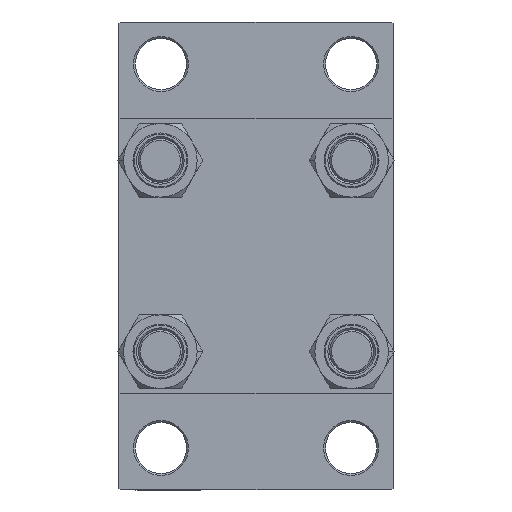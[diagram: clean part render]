
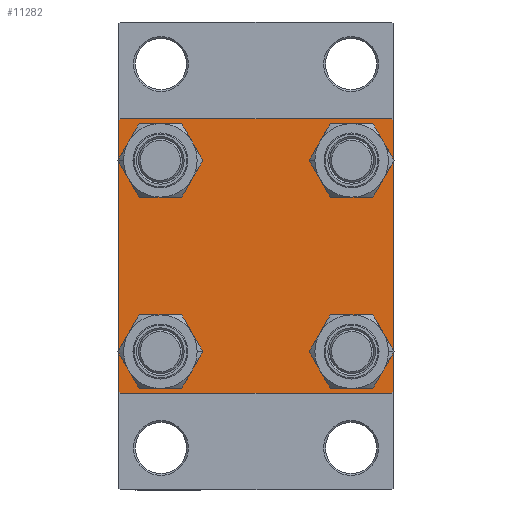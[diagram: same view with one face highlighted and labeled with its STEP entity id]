
A CAD part, left-side view. The second image highlights one B-rep face of the part: STEP entity #11282.
In plain terms, the highlighted planar face has unit normal (-1, 0, 0).
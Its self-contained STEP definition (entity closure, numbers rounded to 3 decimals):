
#267 = CARTESIAN_POINT ( 'NONE',  ( 0., 37.25, 37.25 ) ) ;
#380 = FACE_BOUND ( 'NONE', #43511, .T. ) ;
#551 = DIRECTION ( 'NONE',  ( 1., 0., 0. ) ) ;
#1044 = VERTEX_POINT ( 'NONE', #42800 ) ;
#1312 = AXIS2_PLACEMENT_3D ( 'NONE', #37453, #23584, #38856 ) ;
#2326 = CARTESIAN_POINT ( 'NONE',  ( 0., 37., 37.5 ) ) ;
#2395 = LINE ( 'NONE', #9338, #30481 ) ;
#2458 = LINE ( 'NONE', #16766, #34434 ) ;
#4128 = CARTESIAN_POINT ( 'NONE',  ( 0., -26.15, -26.15 ) ) ;
#5344 = CARTESIAN_POINT ( 'NONE',  ( 0., 26.15, 19.65 ) ) ;
#5853 = EDGE_LOOP ( 'NONE', ( #39658, #14499 ) ) ;
#5941 = DIRECTION ( 'NONE',  ( 0., 0., 1. ) ) ;
#6275 = DIRECTION ( 'NONE',  ( 0., 0., -1. ) ) ;
#6603 = VERTEX_POINT ( 'NONE', #37598 ) ;
#6692 = DIRECTION ( 'NONE',  ( 0., 0., 1. ) ) ;
#6739 = ORIENTED_EDGE ( 'NONE', *, *, #7979, .F. ) ;
#7077 = FACE_OUTER_BOUND ( 'NONE', #30854, .T. ) ;
#7310 = CARTESIAN_POINT ( 'NONE',  ( 0., 0., 0. ) ) ;
#7525 = VECTOR ( 'NONE', #34838, 1000. ) ;
#7540 = PLANE ( 'NONE',  #7754 ) ;
#7754 = AXIS2_PLACEMENT_3D ( 'NONE', #7310, #28790, #21380 ) ;
#7979 = EDGE_CURVE ( 'NONE', #40446, #46326, #2458, .T. ) ;
#8360 = ORIENTED_EDGE ( 'NONE', *, *, #23506, .T. ) ;
#8958 = VECTOR ( 'NONE', #30879, 1000. ) ;
#9114 = EDGE_CURVE ( 'NONE', #13706, #38793, #29121, .T. ) ;
#9313 = ORIENTED_EDGE ( 'NONE', *, *, #9114, .T. ) ;
#9338 = CARTESIAN_POINT ( 'NONE',  ( 0., -37.25, 37.25 ) ) ;
#9601 = CARTESIAN_POINT ( 'NONE',  ( 0., -26.15, -26.15 ) ) ;
#10043 = ORIENTED_EDGE ( 'NONE', *, *, #11632, .T. ) ;
#10459 = ORIENTED_EDGE ( 'NONE', *, *, #36066, .T. ) ;
#10931 = EDGE_CURVE ( 'NONE', #1044, #18300, #13345, .T. ) ;
#11282 = ADVANCED_FACE ( 'NONE', ( #39778, #40237, #28549, #380, #7077 ), #7540, .T. ) ;
#11632 = EDGE_CURVE ( 'NONE', #6603, #30150, #39747, .T. ) ;
#11766 = AXIS2_PLACEMENT_3D ( 'NONE', #9601, #16292, #38014 ) ;
#12138 = AXIS2_PLACEMENT_3D ( 'NONE', #24063, #38649, #5941 ) ;
#12812 = ORIENTED_EDGE ( 'NONE', *, *, #13569, .T. ) ;
#13101 = CARTESIAN_POINT ( 'NONE',  ( 0., -37., -37.5 ) ) ;
#13186 = VERTEX_POINT ( 'NONE', #13101 ) ;
#13231 = CIRCLE ( 'NONE', #11766, 6.5 ) ;
#13345 = LINE ( 'NONE', #16450, #38180 ) ;
#13569 = EDGE_CURVE ( 'NONE', #13186, #46326, #17305, .T. ) ;
#13706 = VERTEX_POINT ( 'NONE', #5344 ) ;
#13729 = DIRECTION ( 'NONE',  ( 1., 0., 0. ) ) ;
#13802 = CARTESIAN_POINT ( 'NONE',  ( 0., 37.5, 37. ) ) ;
#14059 = DIRECTION ( 'NONE',  ( 0., 0., 1. ) ) ;
#14213 = VERTEX_POINT ( 'NONE', #25769 ) ;
#14311 = ORIENTED_EDGE ( 'NONE', *, *, #30262, .T. ) ;
#14499 = ORIENTED_EDGE ( 'NONE', *, *, #27813, .T. ) ;
#15096 = CARTESIAN_POINT ( 'NONE',  ( 0., 26.15, -19.65 ) ) ;
#16292 = DIRECTION ( 'NONE',  ( 1., 0., 0. ) ) ;
#16376 = EDGE_CURVE ( 'NONE', #30150, #6603, #13231, .T. ) ;
#16450 = CARTESIAN_POINT ( 'NONE',  ( 0., 37.25, -37.25 ) ) ;
#16756 = CARTESIAN_POINT ( 'NONE',  ( 0., -37.5, -37. ) ) ;
#16766 = CARTESIAN_POINT ( 'NONE',  ( 0., -37.5, 37.5 ) ) ;
#17305 = LINE ( 'NONE', #32113, #27626 ) ;
#17462 = VECTOR ( 'NONE', #28191, 1000. ) ;
#18099 = AXIS2_PLACEMENT_3D ( 'NONE', #29366, #39874, #6692 ) ;
#18105 = DIRECTION ( 'NONE',  ( 0., 0., 1. ) ) ;
#18126 = VERTEX_POINT ( 'NONE', #41690 ) ;
#18300 = VERTEX_POINT ( 'NONE', #30407 ) ;
#18879 = CARTESIAN_POINT ( 'NONE',  ( 0., 37.5, 37.5 ) ) ;
#18893 = CARTESIAN_POINT ( 'NONE',  ( 0., -26.15, 19.65 ) ) ;
#19138 = AXIS2_PLACEMENT_3D ( 'NONE', #4128, #551, #29445 ) ;
#19173 = AXIS2_PLACEMENT_3D ( 'NONE', #35217, #13729, #39041 ) ;
#20977 = DIRECTION ( 'NONE',  ( 1., 0., 0. ) ) ;
#21380 = DIRECTION ( 'NONE',  ( 0., 0., 1. ) ) ;
#21684 = CARTESIAN_POINT ( 'NONE',  ( 0., 26.15, -26.15 ) ) ;
#21731 = LINE ( 'NONE', #267, #17462 ) ;
#21917 = AXIS2_PLACEMENT_3D ( 'NONE', #42948, #20977, #14059 ) ;
#21922 = VERTEX_POINT ( 'NONE', #18893 ) ;
#22030 = ORIENTED_EDGE ( 'NONE', *, *, #34279, .T. ) ;
#22680 = ORIENTED_EDGE ( 'NONE', *, *, #16376, .T. ) ;
#23506 = EDGE_CURVE ( 'NONE', #41909, #1044, #41561, .T. ) ;
#23584 = DIRECTION ( 'NONE',  ( 1., 0., 0. ) ) ;
#23694 = VERTEX_POINT ( 'NONE', #38684 ) ;
#23814 = EDGE_CURVE ( 'NONE', #23694, #21922, #30272, .T. ) ;
#24063 = CARTESIAN_POINT ( 'NONE',  ( 0., 26.15, 26.15 ) ) ;
#24402 = EDGE_CURVE ( 'NONE', #18126, #29230, #31808, .T. ) ;
#25101 = EDGE_CURVE ( 'NONE', #28073, #14213, #41397, .T. ) ;
#25269 = DIRECTION ( 'NONE',  ( 1., 0., 0. ) ) ;
#25506 = ORIENTED_EDGE ( 'NONE', *, *, #10931, .T. ) ;
#25758 = CARTESIAN_POINT ( 'NONE',  ( 0., -37.5, 37. ) ) ;
#25769 = CARTESIAN_POINT ( 'NONE',  ( 0., -37., 37.5 ) ) ;
#25946 = AXIS2_PLACEMENT_3D ( 'NONE', #21684, #25269, #18105 ) ;
#26967 = CARTESIAN_POINT ( 'NONE',  ( 0., -26.15, -32.65 ) ) ;
#27210 = ORIENTED_EDGE ( 'NONE', *, *, #25101, .F. ) ;
#27626 = VECTOR ( 'NONE', #31872, 1000. ) ;
#27813 = EDGE_CURVE ( 'NONE', #21922, #23694, #44027, .T. ) ;
#28073 = VERTEX_POINT ( 'NONE', #2326 ) ;
#28191 = DIRECTION ( 'NONE',  ( 0., 0.707, -0.707 ) ) ;
#28549 = FACE_BOUND ( 'NONE', #42939, .T. ) ;
#28790 = DIRECTION ( 'NONE',  ( -1., 0., 0. ) ) ;
#29121 = CIRCLE ( 'NONE', #19173, 6.5 ) ;
#29230 = VERTEX_POINT ( 'NONE', #15096 ) ;
#29366 = CARTESIAN_POINT ( 'NONE',  ( 0., 26.15, -26.15 ) ) ;
#29445 = DIRECTION ( 'NONE',  ( 0., 0., 1. ) ) ;
#30150 = VERTEX_POINT ( 'NONE', #26967 ) ;
#30262 = EDGE_CURVE ( 'NONE', #18300, #13186, #30785, .T. ) ;
#30272 = CIRCLE ( 'NONE', #1312, 6.5 ) ;
#30407 = CARTESIAN_POINT ( 'NONE',  ( 0., 37., -37.5 ) ) ;
#30481 = VECTOR ( 'NONE', #34862, 1000. ) ;
#30785 = LINE ( 'NONE', #45355, #7525 ) ;
#30854 = EDGE_LOOP ( 'NONE', ( #8360, #25506, #14311, #12812, #6739, #10459, #27210, #45501 ) ) ;
#30879 = DIRECTION ( 'NONE',  ( 0., -1., 0. ) ) ;
#31808 = CIRCLE ( 'NONE', #18099, 6.5 ) ;
#31872 = DIRECTION ( 'NONE',  ( 0., -0.707, 0.707 ) ) ;
#31884 = EDGE_CURVE ( 'NONE', #38793, #13706, #41081, .T. ) ;
#32113 = CARTESIAN_POINT ( 'NONE',  ( 0., -37.25, -37.25 ) ) ;
#32551 = EDGE_CURVE ( 'NONE', #28073, #41909, #21731, .T. ) ;
#33449 = DIRECTION ( 'NONE',  ( 0., 0., -1. ) ) ;
#34279 = EDGE_CURVE ( 'NONE', #29230, #18126, #39663, .T. ) ;
#34434 = VECTOR ( 'NONE', #6275, 1000. ) ;
#34838 = DIRECTION ( 'NONE',  ( 0., -1., 0. ) ) ;
#34862 = DIRECTION ( 'NONE',  ( 0., 0.707, 0.707 ) ) ;
#35217 = CARTESIAN_POINT ( 'NONE',  ( 0., 26.15, 26.15 ) ) ;
#36066 = EDGE_CURVE ( 'NONE', #40446, #14213, #2395, .T. ) ;
#37453 = CARTESIAN_POINT ( 'NONE',  ( 0., -26.15, 26.15 ) ) ;
#37598 = CARTESIAN_POINT ( 'NONE',  ( 0., -26.15, -19.65 ) ) ;
#38014 = DIRECTION ( 'NONE',  ( 0., 0., 1. ) ) ;
#38180 = VECTOR ( 'NONE', #38418, 1000. ) ;
#38418 = DIRECTION ( 'NONE',  ( 0., -0.707, -0.707 ) ) ;
#38522 = CARTESIAN_POINT ( 'NONE',  ( 0., 37.5, 37.5 ) ) ;
#38649 = DIRECTION ( 'NONE',  ( 1., 0., 0. ) ) ;
#38684 = CARTESIAN_POINT ( 'NONE',  ( 0., -26.15, 32.65 ) ) ;
#38793 = VERTEX_POINT ( 'NONE', #42305 ) ;
#38856 = DIRECTION ( 'NONE',  ( 0., 0., 1. ) ) ;
#39041 = DIRECTION ( 'NONE',  ( 0., 0., 1. ) ) ;
#39658 = ORIENTED_EDGE ( 'NONE', *, *, #23814, .T. ) ;
#39663 = CIRCLE ( 'NONE', #25946, 6.5 ) ;
#39747 = CIRCLE ( 'NONE', #19138, 6.5 ) ;
#39778 = FACE_BOUND ( 'NONE', #5853, .T. ) ;
#39874 = DIRECTION ( 'NONE',  ( 1., 0., 0. ) ) ;
#40237 = FACE_BOUND ( 'NONE', #41768, .T. ) ;
#40446 = VERTEX_POINT ( 'NONE', #25758 ) ;
#41081 = CIRCLE ( 'NONE', #12138, 6.5 ) ;
#41397 = LINE ( 'NONE', #38522, #8958 ) ;
#41561 = LINE ( 'NONE', #18879, #41692 ) ;
#41690 = CARTESIAN_POINT ( 'NONE',  ( 0., 26.15, -32.65 ) ) ;
#41692 = VECTOR ( 'NONE', #33449, 1000. ) ;
#41768 = EDGE_LOOP ( 'NONE', ( #10043, #22680 ) ) ;
#41909 = VERTEX_POINT ( 'NONE', #13802 ) ;
#41954 = ORIENTED_EDGE ( 'NONE', *, *, #31884, .T. ) ;
#42305 = CARTESIAN_POINT ( 'NONE',  ( 0., 26.15, 32.65 ) ) ;
#42800 = CARTESIAN_POINT ( 'NONE',  ( 0., 37.5, -37. ) ) ;
#42892 = ORIENTED_EDGE ( 'NONE', *, *, #24402, .T. ) ;
#42939 = EDGE_LOOP ( 'NONE', ( #22030, #42892 ) ) ;
#42948 = CARTESIAN_POINT ( 'NONE',  ( 0., -26.15, 26.15 ) ) ;
#43511 = EDGE_LOOP ( 'NONE', ( #41954, #9313 ) ) ;
#44027 = CIRCLE ( 'NONE', #21917, 6.5 ) ;
#45355 = CARTESIAN_POINT ( 'NONE',  ( 0., 37.5, -37.5 ) ) ;
#45501 = ORIENTED_EDGE ( 'NONE', *, *, #32551, .T. ) ;
#46326 = VERTEX_POINT ( 'NONE', #16756 ) ;
